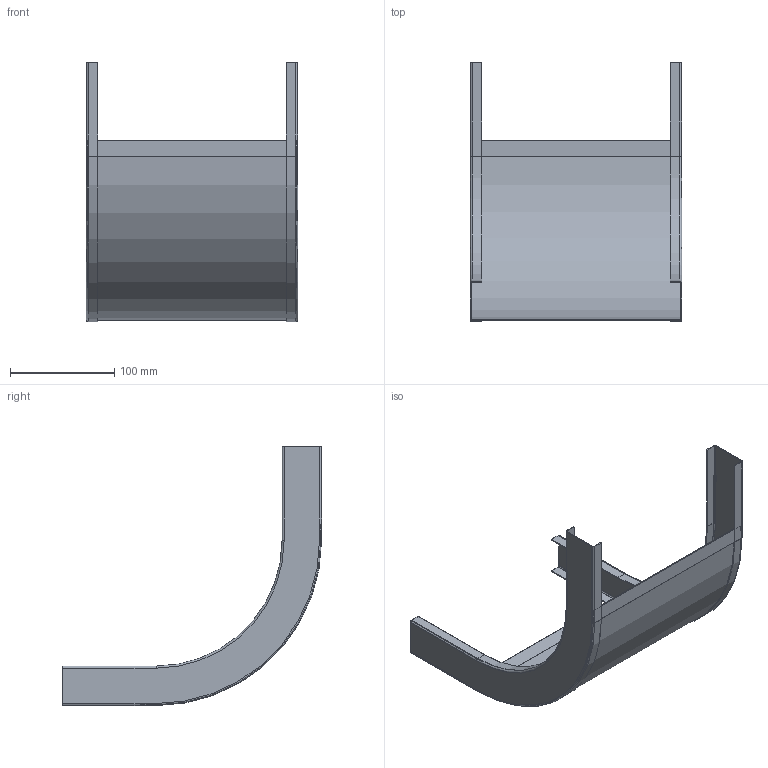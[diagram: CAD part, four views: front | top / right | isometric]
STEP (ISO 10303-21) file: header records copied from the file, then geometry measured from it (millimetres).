
FILE_DESCRIPTION (( 'STEP AP214' ), '1' );
FILE_NAME ('7007182.stp', '2017-01-09T14:51:36', ( '' ), ( '' ), 'SwSTEP 2.0', 'SolidWorks 2016', '' );
FILE_SCHEMA (( 'AUTOMOTIVE_DESIGN' ));
Length unit declared in the file: millimetre
Products named in the file (3): 002196_Bodenblech RBV 320 S; 002191_Seitenholm RBV 35; 7007182
Assembly tree (3 placements, depth 2):
  7007182
    002191_Seitenholm RBV 35  x2
    002196_Bodenblech RBV 320 S
Bounding box: 203 x 248.75 x 248.75 mm (x, y, z)
Volume: 100914.9 mm3; surface area: 204610.1 mm2
Topology: 3 solids, 3 shells, 74 faces, 180 edges, 112 vertices
Faces by surface type: plane 40, cylinder 26, torus 8
Entity records: 1370 total; most frequent: DIRECTION 236, CARTESIAN_POINT 218, ORIENTED_EDGE 208, EDGE_CURVE 104, AXIS2_PLACEMENT_3D 82, LINE 72, VECTOR 72, VERTEX_POINT 64
